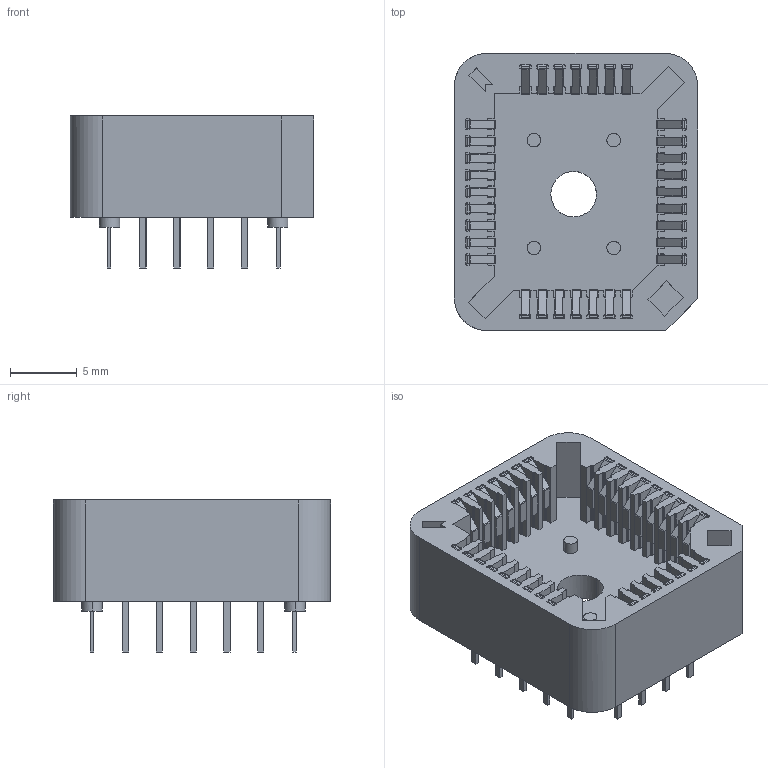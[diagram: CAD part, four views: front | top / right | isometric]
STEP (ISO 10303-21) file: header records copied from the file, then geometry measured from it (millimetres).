
FILE_DESCRIPTION(/* description */ (''),/* implementation_level */ '2;1');
FILE_NAME(/* name */ '8432-11b1-01',/* time_stamp */ '2006-03-07T14:46:34-06:00',/* author */ (''),/* organization */ (''),/* preprocessor_version */ 'ST-DEVELOPER v9',/* originating_system */ 'UGS - NX 3.0',/* authorisation */ '');
FILE_SCHEMA (('CONFIG_CONTROL_DESIGN'));
Products named in the file (1): a0p74ACArhmd
Bounding box: 18.29 x 20.83 x 11.43 mm (x, y, z)
Volume: 1652.1 mm3; surface area: 2914.9 mm2
Topology: 1 solids, 1 shells, 1470 faces, 4432 edges, 2944 vertices
Faces by surface type: plane 937, cylinder 533
Entity records: 53384 total; most frequent: CARTESIAN_POINT 22235, ORIENTED_EDGE 8864, EDGE_CURVE 4432, B_SPLINE_CURVE_WITH_KNOTS 4432, VERTEX_POINT 2944, DIRECTION 2942, EDGE_LOOP 1516, AXIS2_PLACEMENT_3D 1471
